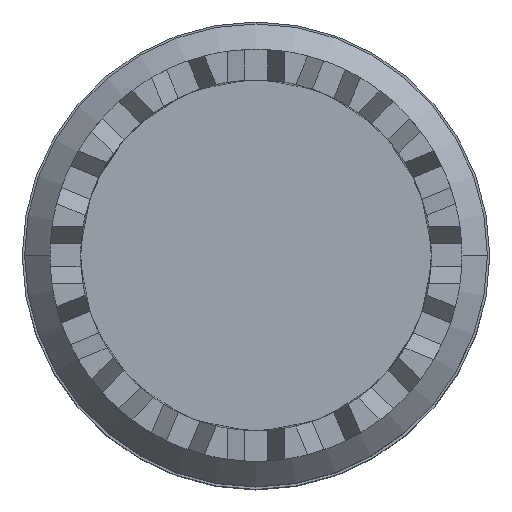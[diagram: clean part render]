
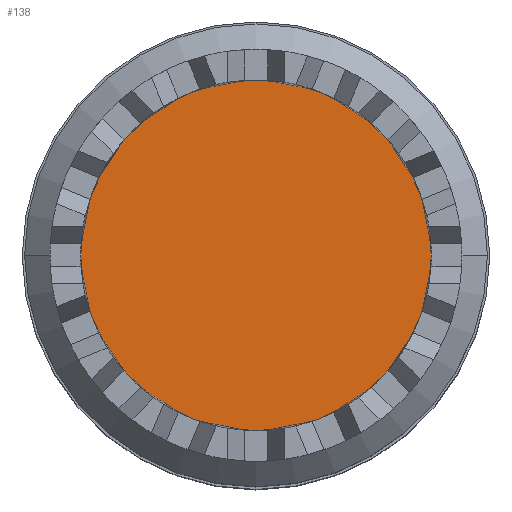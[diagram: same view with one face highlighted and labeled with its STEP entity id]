
A CAD part, top view. The second image highlights one B-rep face of the part: STEP entity #138.
In plain terms, the highlighted planar face has unit normal (0, 0, 1).
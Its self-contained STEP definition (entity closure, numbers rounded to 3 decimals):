
#138 = ADVANCED_FACE ( 'NONE', ( #1328 ), #4314, .F. ) ;
#360 = CARTESIAN_POINT ( 'NONE',  ( -6., 0., -1.9 ) ) ;
#651 = CARTESIAN_POINT ( 'NONE',  ( 0., 0., -1.9 ) ) ;
#736 = EDGE_LOOP ( 'NONE', ( #3997, #1120 ) ) ;
#887 = DIRECTION ( 'NONE',  ( 0., 0., 1. ) ) ;
#1120 = ORIENTED_EDGE ( 'NONE', *, *, #2014, .T. ) ;
#1328 = FACE_OUTER_BOUND ( 'NONE', #736, .T. ) ;
#1342 = DIRECTION ( 'NONE',  ( -1., 0., 0. ) ) ;
#1494 = VERTEX_POINT ( 'NONE', #4646 ) ;
#1617 = AXIS2_PLACEMENT_3D ( 'NONE', #651, #887, #4088 ) ;
#1932 = DIRECTION ( 'NONE',  ( 0., 0., 1. ) ) ;
#2014 = EDGE_CURVE ( 'NONE', #4172, #1494, #3649, .T. ) ;
#2079 = DIRECTION ( 'NONE',  ( 0., 0., -1. ) ) ;
#2280 = AXIS2_PLACEMENT_3D ( 'NONE', #2871, #2079, #1342 ) ;
#2792 = EDGE_CURVE ( 'NONE', #1494, #4172, #4911, .T. ) ;
#2871 = CARTESIAN_POINT ( 'NONE',  ( 0., 0., -1.9 ) ) ;
#3506 = DIRECTION ( 'NONE',  ( -1., 0., 0. ) ) ;
#3649 = CIRCLE ( 'NONE', #5008, 6. ) ;
#3857 = CARTESIAN_POINT ( 'NONE',  ( 0., 0., -1.9 ) ) ;
#3997 = ORIENTED_EDGE ( 'NONE', *, *, #2792, .T. ) ;
#4088 = DIRECTION ( 'NONE',  ( -1., 0., 0. ) ) ;
#4172 = VERTEX_POINT ( 'NONE', #360 ) ;
#4314 = PLANE ( 'NONE',  #2280 ) ;
#4646 = CARTESIAN_POINT ( 'NONE',  ( 6., 0., -1.9 ) ) ;
#4911 = CIRCLE ( 'NONE', #1617, 6. ) ;
#5008 = AXIS2_PLACEMENT_3D ( 'NONE', #3857, #1932, #3506 ) ;
